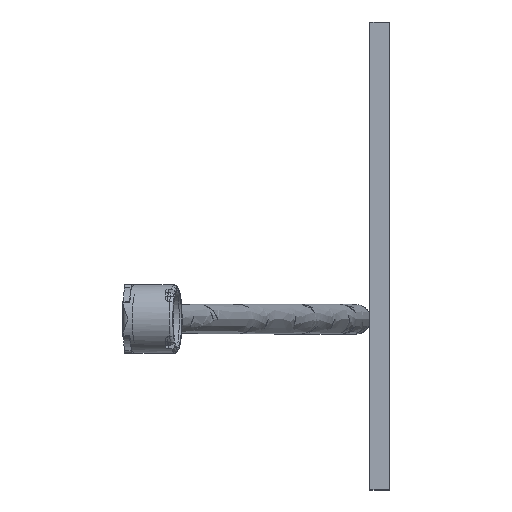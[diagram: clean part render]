
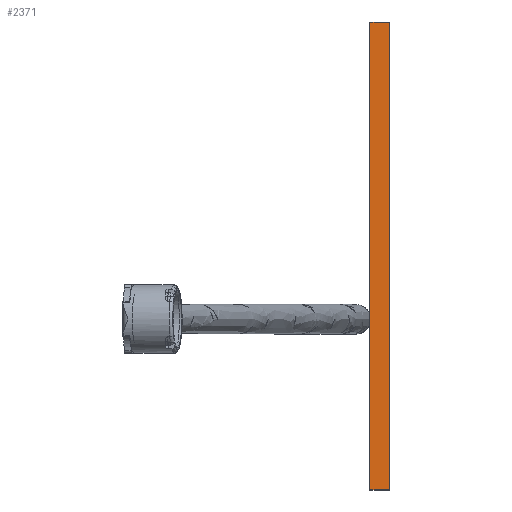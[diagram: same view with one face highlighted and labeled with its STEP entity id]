
A CAD part, left-side view. The second image highlights one B-rep face of the part: STEP entity #2371.
In plain terms, the highlighted face is planar.
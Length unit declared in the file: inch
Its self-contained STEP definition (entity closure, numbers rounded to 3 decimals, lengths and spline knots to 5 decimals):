
#8 = VERTEX_POINT ( 'NONE', #2761 ) ;
#50 = VECTOR ( 'NONE', #2492, 39.37008 ) ;
#149 = LINE ( 'NONE', #3528, #50 ) ;
#251 = DIRECTION ( 'NONE',  ( 0., 0., -1. ) ) ;
#285 = DIRECTION ( 'NONE',  ( 0., -1., 0. ) ) ;
#305 = LINE ( 'NONE', #680, #2669 ) ;
#346 = VERTEX_POINT ( 'NONE', #571 ) ;
#441 = ORIENTED_EDGE ( 'NONE', *, *, #729, .F. ) ;
#445 = VERTEX_POINT ( 'NONE', #1513 ) ;
#501 = VECTOR ( 'NONE', #285, 39.37008 ) ;
#571 = CARTESIAN_POINT ( 'NONE',  ( 0.195, 0.001, -0.1022 ) ) ;
#657 = VECTOR ( 'NONE', #2783, 39.37008 ) ;
#670 = VECTOR ( 'NONE', #3714, 39.37008 ) ;
#680 = CARTESIAN_POINT ( 'NONE',  ( 0.195, 0.001, 0.05833 ) ) ;
#729 = EDGE_CURVE ( 'NONE', #445, #1696, #3760, .T. ) ;
#793 = VERTEX_POINT ( 'NONE', #3691 ) ;
#872 = CARTESIAN_POINT ( 'NONE',  ( 0.195, 0., -0.356 ) ) ;
#1007 = EDGE_CURVE ( 'NONE', #8, #1696, #2662, .T. ) ;
#1025 = CARTESIAN_POINT ( 'NONE',  ( 0.195, 0., 0.345 ) ) ;
#1052 = LINE ( 'NONE', #1099, #657 ) ;
#1099 = CARTESIAN_POINT ( 'NONE',  ( 0.195, -0.029, 0.345 ) ) ;
#1183 = LINE ( 'NONE', #2140, #2239 ) ;
#1261 = LINE ( 'NONE', #2580, #501 ) ;
#1269 = EDGE_CURVE ( 'NONE', #3260, #346, #1183, .T. ) ;
#1284 = VECTOR ( 'NONE', #251, 39.37008 ) ;
#1295 = CARTESIAN_POINT ( 'NONE',  ( 0.195, 0., 0.05833 ) ) ;
#1401 = CARTESIAN_POINT ( 'NONE',  ( 0.195, 0., 0.345 ) ) ;
#1424 = ORIENTED_EDGE ( 'NONE', *, *, #2591, .T. ) ;
#1432 = EDGE_CURVE ( 'NONE', #3260, #3437, #305, .T. ) ;
#1440 = EDGE_CURVE ( 'NONE', #346, #445, #1261, .T. ) ;
#1513 = CARTESIAN_POINT ( 'NONE',  ( 0.195, 0., -0.1022 ) ) ;
#1526 = PLANE ( 'NONE',  #3243 ) ;
#1593 = CARTESIAN_POINT ( 'NONE',  ( 0.195, 0., 0.345 ) ) ;
#1645 = ORIENTED_EDGE ( 'NONE', *, *, #1269, .F. ) ;
#1696 = VERTEX_POINT ( 'NONE', #872 ) ;
#1718 = ORIENTED_EDGE ( 'NONE', *, *, #1432, .T. ) ;
#1818 = ORIENTED_EDGE ( 'NONE', *, *, #4151, .F. ) ;
#2002 = CARTESIAN_POINT ( 'NONE',  ( 0.195, -0.029, -0.356 ) ) ;
#2134 = VECTOR ( 'NONE', #2400, 39.37008 ) ;
#2140 = CARTESIAN_POINT ( 'NONE',  ( 0.195, 0.001, 0. ) ) ;
#2158 = DIRECTION ( 'NONE',  ( 0., 0., -1. ) ) ;
#2225 = CARTESIAN_POINT ( 'NONE',  ( 0.195, -0.029, 0.345 ) ) ;
#2239 = VECTOR ( 'NONE', #2158, 39.37008 ) ;
#2312 = DIRECTION ( 'NONE',  ( 0., -1., 0. ) ) ;
#2371 = ADVANCED_FACE ( 'NONE', ( #2898 ), #1526, .T. ) ;
#2400 = DIRECTION ( 'NONE',  ( 0., 1., 0. ) ) ;
#2492 = DIRECTION ( 'NONE',  ( 0., 1., 0. ) ) ;
#2501 = ORIENTED_EDGE ( 'NONE', *, *, #1007, .T. ) ;
#2580 = CARTESIAN_POINT ( 'NONE',  ( 0.195, 0.001, -0.1022 ) ) ;
#2591 = EDGE_CURVE ( 'NONE', #793, #8, #1052, .T. ) ;
#2642 = ORIENTED_EDGE ( 'NONE', *, *, #3517, .F. ) ;
#2662 = LINE ( 'NONE', #2002, #2134 ) ;
#2669 = VECTOR ( 'NONE', #2312, 39.37008 ) ;
#2761 = CARTESIAN_POINT ( 'NONE',  ( 0.195, -0.029, -0.356 ) ) ;
#2783 = DIRECTION ( 'NONE',  ( 0., 0., -1. ) ) ;
#2898 = FACE_OUTER_BOUND ( 'NONE', #4136, .T. ) ;
#3080 = CARTESIAN_POINT ( 'NONE',  ( 0.195, 0.001, 0.05833 ) ) ;
#3177 = DIRECTION ( 'NONE',  ( 1., 0., 0. ) ) ;
#3218 = DIRECTION ( 'NONE',  ( 0., 0., -1. ) ) ;
#3232 = ORIENTED_EDGE ( 'NONE', *, *, #1440, .F. ) ;
#3243 = AXIS2_PLACEMENT_3D ( 'NONE', #2225, #3177, #3218 ) ;
#3260 = VERTEX_POINT ( 'NONE', #3080 ) ;
#3267 = LINE ( 'NONE', #1593, #1284 ) ;
#3437 = VERTEX_POINT ( 'NONE', #1295 ) ;
#3517 = EDGE_CURVE ( 'NONE', #3880, #3437, #3267, .T. ) ;
#3528 = CARTESIAN_POINT ( 'NONE',  ( 0.195, -0.029, 0.345 ) ) ;
#3691 = CARTESIAN_POINT ( 'NONE',  ( 0.195, -0.029, 0.345 ) ) ;
#3714 = DIRECTION ( 'NONE',  ( 0., 0., -1. ) ) ;
#3760 = LINE ( 'NONE', #1401, #670 ) ;
#3880 = VERTEX_POINT ( 'NONE', #1025 ) ;
#4136 = EDGE_LOOP ( 'NONE', ( #2642, #1818, #1424, #2501, #441, #3232, #1645, #1718 ) ) ;
#4151 = EDGE_CURVE ( 'NONE', #793, #3880, #149, .T. ) ;
